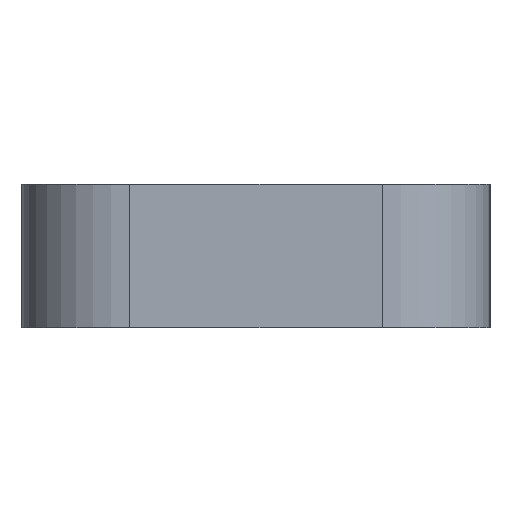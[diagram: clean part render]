
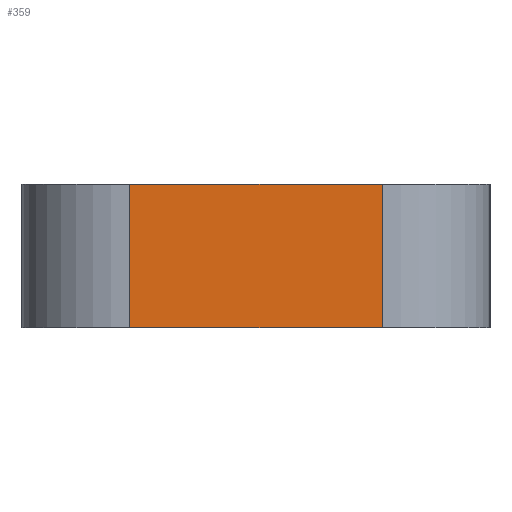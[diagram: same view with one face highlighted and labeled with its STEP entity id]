
A CAD part, left-side view. The second image highlights one B-rep face of the part: STEP entity #359.
In plain terms, the highlighted planar face has unit normal (-1, 0, 0).
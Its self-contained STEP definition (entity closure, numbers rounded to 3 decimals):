
#32=PLANE('',#409);
#47=FACE_OUTER_BOUND('',#65,.T.);
#65=EDGE_LOOP('',(#281,#282,#283,#284));
#101=LINE('',#596,#125);
#102=LINE('',#599,#126);
#103=LINE('',#601,#127);
#104=LINE('',#602,#128);
#125=VECTOR('',#493,10.);
#126=VECTOR('',#496,10.);
#127=VECTOR('',#497,10.);
#128=VECTOR('',#498,10.);
#181=VERTEX_POINT('',#592);
#182=VERTEX_POINT('',#594);
#183=VERTEX_POINT('',#598);
#184=VERTEX_POINT('',#600);
#223=EDGE_CURVE('',#181,#182,#101,.T.);
#224=EDGE_CURVE('',#183,#181,#102,.T.);
#225=EDGE_CURVE('',#184,#182,#103,.T.);
#226=EDGE_CURVE('',#183,#184,#104,.T.);
#281=ORIENTED_EDGE('',*,*,#224,.T.);
#282=ORIENTED_EDGE('',*,*,#223,.T.);
#283=ORIENTED_EDGE('',*,*,#225,.F.);
#284=ORIENTED_EDGE('',*,*,#226,.F.);
#359=ADVANCED_FACE('',(#47),#32,.T.);
#409=AXIS2_PLACEMENT_3D('',#597,#494,#495);
#493=DIRECTION('',(0.,0.,1.));
#494=DIRECTION('center_axis',(-1.,0.,0.));
#495=DIRECTION('ref_axis',(0.,-1.,0.));
#496=DIRECTION('',(0.,-1.,0.));
#497=DIRECTION('',(0.,-1.,0.));
#498=DIRECTION('',(0.,0.,1.));
#592=CARTESIAN_POINT('',(-16.022,221.,148.314));
#594=CARTESIAN_POINT('',(-16.022,221.,152.314));
#596=CARTESIAN_POINT('',(-16.022,221.,148.314));
#597=CARTESIAN_POINT('Origin',(-16.022,228.,148.314));
#598=CARTESIAN_POINT('',(-16.022,228.,148.314));
#599=CARTESIAN_POINT('',(-16.022,228.,148.314));
#600=CARTESIAN_POINT('',(-16.022,228.,152.314));
#601=CARTESIAN_POINT('',(-16.022,228.,152.314));
#602=CARTESIAN_POINT('',(-16.022,228.,148.314));
